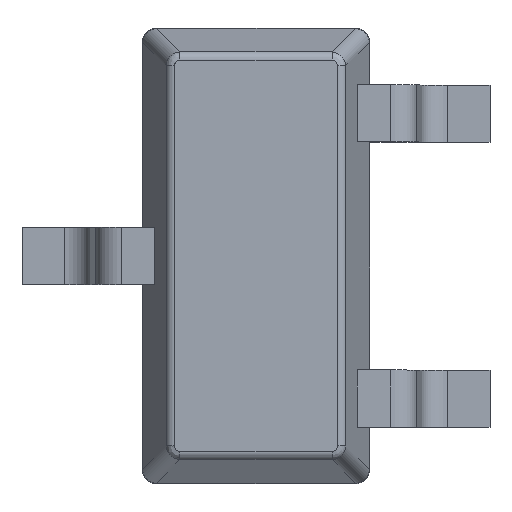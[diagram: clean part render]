
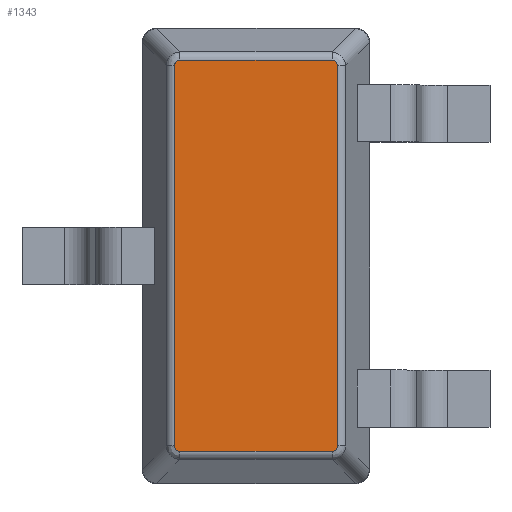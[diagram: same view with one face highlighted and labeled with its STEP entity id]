
A CAD part, top view. The second image highlights one B-rep face of the part: STEP entity #1343.
In plain terms, the highlighted planar face has unit normal (0, 0, 1).
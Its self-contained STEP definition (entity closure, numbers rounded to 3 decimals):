
#15=ELLIPSE('',#1439,0.021,0.02);
#17=ELLIPSE('',#1451,0.021,0.02);
#19=ELLIPSE('',#1457,0.021,0.02);
#21=ELLIPSE('',#1462,0.021,0.02);
#40=PLANE('',#1481);
#109=FACE_OUTER_BOUND('',#187,.T.);
#187=EDGE_LOOP('',(#1020,#1021,#1022,#1023,#1024,#1025,#1026,#1027));
#251=LINE('',#2134,#375);
#257=LINE('',#2209,#381);
#259=LINE('',#2212,#383);
#261=LINE('',#2215,#385);
#375=VECTOR('',#1685,10.);
#381=VECTOR('',#1713,10.);
#383=VECTOR('',#1717,10.);
#385=VECTOR('',#1721,10.);
#571=VERTEX_POINT('',#2074);
#573=VERTEX_POINT('',#2078);
#579=VERTEX_POINT('',#2122);
#581=VERTEX_POINT('',#2126);
#583=VERTEX_POINT('',#2161);
#585=VERTEX_POINT('',#2165);
#587=VERTEX_POINT('',#2197);
#589=VERTEX_POINT('',#2201);
#700=EDGE_CURVE('',#573,#571,#15,.T.);
#712=EDGE_CURVE('',#581,#579,#17,.T.);
#716=EDGE_CURVE('',#571,#581,#251,.T.);
#720=EDGE_CURVE('',#585,#583,#19,.T.);
#726=EDGE_CURVE('',#589,#587,#21,.T.);
#730=EDGE_CURVE('',#579,#589,#257,.T.);
#732=EDGE_CURVE('',#587,#585,#259,.T.);
#734=EDGE_CURVE('',#583,#573,#261,.T.);
#1020=ORIENTED_EDGE('',*,*,#726,.F.);
#1021=ORIENTED_EDGE('',*,*,#730,.F.);
#1022=ORIENTED_EDGE('',*,*,#712,.F.);
#1023=ORIENTED_EDGE('',*,*,#716,.F.);
#1024=ORIENTED_EDGE('',*,*,#700,.F.);
#1025=ORIENTED_EDGE('',*,*,#734,.F.);
#1026=ORIENTED_EDGE('',*,*,#720,.F.);
#1027=ORIENTED_EDGE('',*,*,#732,.F.);
#1343=ADVANCED_FACE('',(#109),#40,.T.);
#1439=AXIS2_PLACEMENT_3D('',#2080,#1649,#1650);
#1451=AXIS2_PLACEMENT_3D('',#2128,#1676,#1677);
#1457=AXIS2_PLACEMENT_3D('',#2167,#1692,#1693);
#1462=AXIS2_PLACEMENT_3D('',#2203,#1704,#1705);
#1481=AXIS2_PLACEMENT_3D('',#2261,#1773,#1774);
#1649=DIRECTION('center_axis',(0.,0.,-1.));
#1650=DIRECTION('ref_axis',(-0.707,0.707,0.));
#1676=DIRECTION('center_axis',(0.,0.,-1.));
#1677=DIRECTION('ref_axis',(0.707,0.707,0.));
#1685=DIRECTION('',(1.,0.,0.));
#1692=DIRECTION('center_axis',(0.,0.,-1.));
#1693=DIRECTION('ref_axis',(-0.707,-0.707,0.));
#1704=DIRECTION('center_axis',(0.,0.,-1.));
#1705=DIRECTION('ref_axis',(0.707,-0.707,0.));
#1713=DIRECTION('',(0.,-1.,0.));
#1717=DIRECTION('',(-1.,0.,0.));
#1721=DIRECTION('',(0.,1.,0.));
#1773=DIRECTION('center_axis',(0.,0.,1.));
#1774=DIRECTION('ref_axis',(1.,0.,0.));
#2074=CARTESIAN_POINT('',(-0.266,0.686,0.9));
#2078=CARTESIAN_POINT('',(-0.286,0.666,0.9));
#2080=CARTESIAN_POINT('Origin',(-0.265,0.665,0.9));
#2122=CARTESIAN_POINT('',(0.286,0.666,0.9));
#2126=CARTESIAN_POINT('',(0.266,0.686,0.9));
#2128=CARTESIAN_POINT('Origin',(0.265,0.665,0.9));
#2134=CARTESIAN_POINT('',(-0.2,0.686,0.9));
#2161=CARTESIAN_POINT('',(-0.286,-0.666,0.9));
#2165=CARTESIAN_POINT('',(-0.266,-0.686,0.9));
#2167=CARTESIAN_POINT('Origin',(-0.265,-0.665,0.9));
#2197=CARTESIAN_POINT('',(0.266,-0.686,0.9));
#2201=CARTESIAN_POINT('',(0.286,-0.666,0.9));
#2203=CARTESIAN_POINT('Origin',(0.265,-0.665,0.9));
#2209=CARTESIAN_POINT('',(0.286,0.4,0.9));
#2212=CARTESIAN_POINT('',(0.2,-0.686,0.9));
#2215=CARTESIAN_POINT('',(-0.286,-0.4,0.9));
#2261=CARTESIAN_POINT('Origin',(0.,0.,
0.9));
